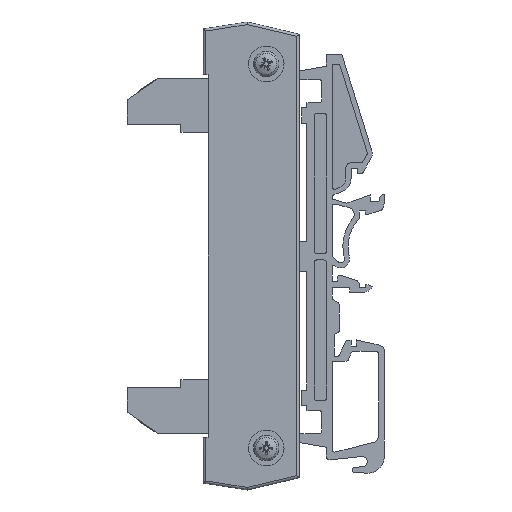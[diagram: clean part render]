
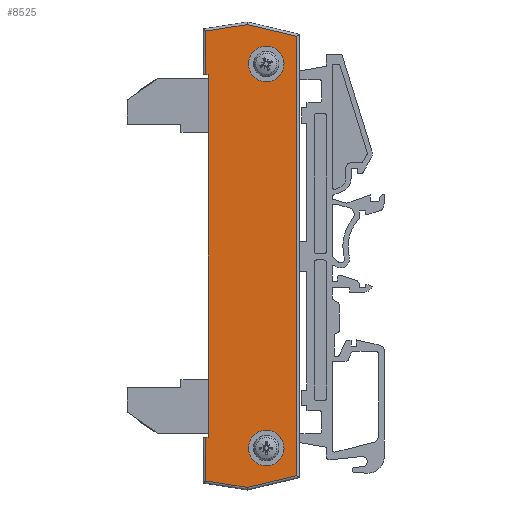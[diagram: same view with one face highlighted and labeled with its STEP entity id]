
A CAD part, left-side view. The second image highlights one B-rep face of the part: STEP entity #8525.
In plain terms, the highlighted face is planar.
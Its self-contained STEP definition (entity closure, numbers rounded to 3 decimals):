
#8064=CARTESIAN_POINT('',(-16.628,6.238,5.0));
#8065=VERTEX_POINT('',#8064);
#8072=CARTESIAN_POINT('',(54.672,6.238,5.0));
#8073=VERTEX_POINT('',#8072);
#8074=CARTESIAN_POINT('',(54.672,6.238,5.0));
#8075=DIRECTION('',(-1.0,0.0,0.0));
#8076=VECTOR('',#8075,71.3);
#8077=LINE('',#8074,#8076);
#8078=EDGE_CURVE('',#8073,#8065,#8077,.T.);
#8321=CARTESIAN_POINT('',(60.272,-5.162,5.0));
#8322=VERTEX_POINT('',#8321);
#8323=CARTESIAN_POINT('',(56.772,-5.162,5.0));
#8324=DIRECTION('',(0.0,0.0,-1.0));
#8325=DIRECTION('',(-1.0,0.0,0.0));
#8326=AXIS2_PLACEMENT_3D('',#8323,#8324,#8325);
#8327=CIRCLE('',#8326,3.5);
#8328=EDGE_CURVE('',#8322,#8322,#8327,.T.);
#8361=CARTESIAN_POINT('',(-15.228,-5.162,5.0));
#8362=VERTEX_POINT('',#8361);
#8363=CARTESIAN_POINT('',(-18.728,-5.162,5.0));
#8364=DIRECTION('',(0.0,0.0,-1.0));
#8365=DIRECTION('',(-1.0,0.0,0.0));
#8366=AXIS2_PLACEMENT_3D('',#8363,#8364,#8365);
#8367=CIRCLE('',#8366,3.5);
#8368=EDGE_CURVE('',#8362,#8362,#8367,.T.);
#8402=CARTESIAN_POINT('',(54.672,6.738,5.0));
#8403=VERTEX_POINT('',#8402);
#8404=CARTESIAN_POINT('',(54.672,6.738,5.0));
#8405=DIRECTION('',(0.0,-1.0,0.0));
#8406=VECTOR('',#8405,0.5);
#8407=LINE('',#8404,#8406);
#8408=EDGE_CURVE('',#8403,#8073,#8407,.T.);
#8433=CARTESIAN_POINT('',(-16.628,6.738,5.0));
#8434=VERTEX_POINT('',#8433);
#8442=CARTESIAN_POINT('',(-16.628,6.238,5.0));
#8443=DIRECTION('',(0.0,1.0,0.0));
#8444=VECTOR('',#8443,0.5);
#8445=LINE('',#8442,#8444);
#8446=EDGE_CURVE('',#8065,#8434,#8445,.T.);
#8455=CARTESIAN_POINT('',(19.022,-2.126,5.0));
#8456=DIRECTION('',(0.0,0.0,1.0));
#8457=DIRECTION('',(1.0,0.0,0.0));
#8458=AXIS2_PLACEMENT_3D('',#8455,#8456,#8457);
#8459=PLANE('',#8458);
#8460=ORIENTED_EDGE('',*,*,#8408,.T.);
#8461=ORIENTED_EDGE('',*,*,#8078,.T.);
#8462=ORIENTED_EDGE('',*,*,#8446,.T.);
#8463=CARTESIAN_POINT('',(-25.176,6.738,5.0));
#8464=VERTEX_POINT('',#8463);
#8465=CARTESIAN_POINT('',(-25.176,6.738,5.0));
#8466=DIRECTION('',(1.0,0.0,0.0));
#8467=VECTOR('',#8466,8.548);
#8468=LINE('',#8465,#8467);
#8469=EDGE_CURVE('',#8464,#8434,#8468,.T.);
#8470=ORIENTED_EDGE('',*,*,#8469,.F.);
#8471=CARTESIAN_POINT('',(-26.459,-1.405,5.0));
#8472=VERTEX_POINT('',#8471);
#8473=CARTESIAN_POINT('',(-26.459,-1.405,5.0));
#8474=DIRECTION('',(0.156,0.988,0.0));
#8475=VECTOR('',#8474,8.244);
#8476=LINE('',#8473,#8475);
#8477=EDGE_CURVE('',#8472,#8464,#8476,.T.);
#8478=ORIENTED_EDGE('',*,*,#8477,.F.);
#8479=CARTESIAN_POINT('',(-24.157,-11.162,5.0));
#8480=VERTEX_POINT('',#8479);
#8481=CARTESIAN_POINT('',(-24.157,-11.162,5.0));
#8482=DIRECTION('',(-0.23,0.973,0.0));
#8483=VECTOR('',#8482,10.024);
#8484=LINE('',#8481,#8483);
#8485=EDGE_CURVE('',#8480,#8472,#8484,.T.);
#8486=ORIENTED_EDGE('',*,*,#8485,.F.);
#8487=CARTESIAN_POINT('',(62.201,-11.162,5.0));
#8488=VERTEX_POINT('',#8487);
#8489=CARTESIAN_POINT('',(62.201,-11.162,5.0));
#8490=DIRECTION('',(-1.0,0.0,0.0));
#8491=VECTOR('',#8490,86.358);
#8492=LINE('',#8489,#8491);
#8493=EDGE_CURVE('',#8488,#8480,#8492,.T.);
#8494=ORIENTED_EDGE('',*,*,#8493,.F.);
#8495=CARTESIAN_POINT('',(64.503,-1.405,5.0));
#8496=VERTEX_POINT('',#8495);
#8497=CARTESIAN_POINT('',(64.503,-1.405,5.0));
#8498=DIRECTION('',(-0.23,-0.973,0.0));
#8499=VECTOR('',#8498,10.024);
#8500=LINE('',#8497,#8499);
#8501=EDGE_CURVE('',#8496,#8488,#8500,.T.);
#8502=ORIENTED_EDGE('',*,*,#8501,.F.);
#8503=CARTESIAN_POINT('',(63.22,6.738,5.0));
#8504=VERTEX_POINT('',#8503);
#8505=CARTESIAN_POINT('',(63.22,6.738,5.0));
#8506=DIRECTION('',(0.156,-0.988,0.0));
#8507=VECTOR('',#8506,8.244);
#8508=LINE('',#8505,#8507);
#8509=EDGE_CURVE('',#8504,#8496,#8508,.T.);
#8510=ORIENTED_EDGE('',*,*,#8509,.F.);
#8511=CARTESIAN_POINT('',(54.672,6.738,5.0));
#8512=DIRECTION('',(1.0,0.0,0.0));
#8513=VECTOR('',#8512,8.548);
#8514=LINE('',#8511,#8513);
#8515=EDGE_CURVE('',#8403,#8504,#8514,.T.);
#8516=ORIENTED_EDGE('',*,*,#8515,.F.);
#8517=EDGE_LOOP('',(#8460,#8461,#8462,#8470,#8478,#8486,#8494,#8502,#8510,#8516));
#8518=FACE_OUTER_BOUND('',#8517,.T.);
#8519=ORIENTED_EDGE('',*,*,#8328,.T.);
#8520=EDGE_LOOP('',(#8519));
#8521=FACE_BOUND('',#8520,.T.);
#8522=ORIENTED_EDGE('',*,*,#8368,.T.);
#8523=EDGE_LOOP('',(#8522));
#8524=FACE_BOUND('',#8523,.T.);
#8525=ADVANCED_FACE('',(#8518,#8521,#8524),#8459,.T.);
